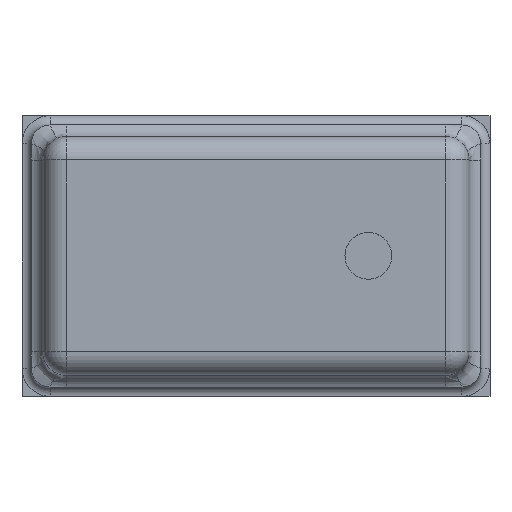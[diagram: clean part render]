
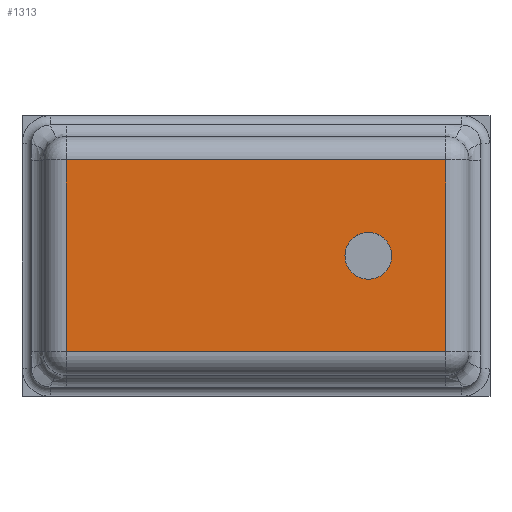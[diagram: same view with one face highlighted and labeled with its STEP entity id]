
A CAD part, top view. The second image highlights one B-rep face of the part: STEP entity #1313.
In plain terms, the highlighted planar face has unit normal (0, 0, 1).
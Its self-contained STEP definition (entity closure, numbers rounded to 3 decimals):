
#383 = CARTESIAN_POINT ( 'NONE',  ( 1.45, 0., 1.1 ) ) ;
#409 = LINE ( 'NONE', #1737, #1607 ) ;
#457 = DIRECTION ( 'NONE',  ( 1., 0., 0. ) ) ;
#493 = CARTESIAN_POINT ( 'NONE',  ( 2.025, -1.025, 1.1 ) ) ;
#509 = AXIS2_PLACEMENT_3D ( 'NONE', #1148, #2206, #457 ) ;
#522 = FACE_BOUND ( 'NONE', #829, .T. ) ;
#548 = CARTESIAN_POINT ( 'NONE',  ( 2.275, -1.025, 1.1 ) ) ;
#665 = ORIENTED_EDGE ( 'NONE', *, *, #2135, .F. ) ;
#701 = VERTEX_POINT ( 'NONE', #1376 ) ;
#747 = EDGE_CURVE ( 'NONE', #1487, #1818, #2310, .T. ) ;
#810 = DIRECTION ( 'NONE',  ( 1., 0., 0. ) ) ;
#829 = EDGE_LOOP ( 'NONE', ( #665, #3017 ) ) ;
#929 = CARTESIAN_POINT ( 'NONE',  ( 1.2, 0., 1.1 ) ) ;
#959 = DIRECTION ( 'NONE',  ( 0., 0., 1. ) ) ;
#1016 = AXIS2_PLACEMENT_3D ( 'NONE', #929, #959, #1284 ) ;
#1052 = ORIENTED_EDGE ( 'NONE', *, *, #1933, .T. ) ;
#1079 = EDGE_CURVE ( 'NONE', #3076, #4010, #409, .T. ) ;
#1148 = CARTESIAN_POINT ( 'NONE',  ( 0., 0., 1.1 ) ) ;
#1252 = CARTESIAN_POINT ( 'NONE',  ( -2.275, 1.025, 1.1 ) ) ;
#1284 = DIRECTION ( 'NONE',  ( 1., 0., 0. ) ) ;
#1313 = ADVANCED_FACE ( 'NONE', ( #522, #4119 ), #3844, .T. ) ;
#1374 = ORIENTED_EDGE ( 'NONE', *, *, #1079, .T. ) ;
#1376 = CARTESIAN_POINT ( 'NONE',  ( 0.95, 0., 1.1 ) ) ;
#1487 = VERTEX_POINT ( 'NONE', #493 ) ;
#1544 = EDGE_CURVE ( 'NONE', #701, #2123, #2538, .T. ) ;
#1605 = VECTOR ( 'NONE', #3867, 1000. ) ;
#1607 = VECTOR ( 'NONE', #3056, 1000. ) ;
#1684 = ORIENTED_EDGE ( 'NONE', *, *, #747, .T. ) ;
#1737 = CARTESIAN_POINT ( 'NONE',  ( -2.025, -1.275, 1.1 ) ) ;
#1799 = CIRCLE ( 'NONE', #3919, 0.25 ) ;
#1818 = VERTEX_POINT ( 'NONE', #1854 ) ;
#1854 = CARTESIAN_POINT ( 'NONE',  ( 2.025, 1.025, 1.1 ) ) ;
#1933 = EDGE_CURVE ( 'NONE', #4010, #1487, #3772, .T. ) ;
#2031 = VECTOR ( 'NONE', #3021, 1000. ) ;
#2073 = VECTOR ( 'NONE', #810, 1000. ) ;
#2123 = VERTEX_POINT ( 'NONE', #383 ) ;
#2135 = EDGE_CURVE ( 'NONE', #2123, #701, #1799, .T. ) ;
#2180 = DIRECTION ( 'NONE',  ( 1., 0., 0. ) ) ;
#2196 = CARTESIAN_POINT ( 'NONE',  ( -2.025, -1.025, 1.1 ) ) ;
#2206 = DIRECTION ( 'NONE',  ( 0., 0., 1. ) ) ;
#2310 = LINE ( 'NONE', #2638, #2031 ) ;
#2404 = ORIENTED_EDGE ( 'NONE', *, *, #3764, .T. ) ;
#2538 = CIRCLE ( 'NONE', #1016, 0.25 ) ;
#2638 = CARTESIAN_POINT ( 'NONE',  ( 2.025, 1.275, 1.1 ) ) ;
#2901 = DIRECTION ( 'NONE',  ( 0., 0., 1. ) ) ;
#3017 = ORIENTED_EDGE ( 'NONE', *, *, #1544, .F. ) ;
#3021 = DIRECTION ( 'NONE',  ( 0., 1., 0. ) ) ;
#3056 = DIRECTION ( 'NONE',  ( 0., -1., 0. ) ) ;
#3076 = VERTEX_POINT ( 'NONE', #3822 ) ;
#3502 = CARTESIAN_POINT ( 'NONE',  ( 1.2, 0., 1.1 ) ) ;
#3764 = EDGE_CURVE ( 'NONE', #1818, #3076, #3906, .T. ) ;
#3772 = LINE ( 'NONE', #548, #2073 ) ;
#3822 = CARTESIAN_POINT ( 'NONE',  ( -2.025, 1.025, 1.1 ) ) ;
#3844 = PLANE ( 'NONE',  #509 ) ;
#3867 = DIRECTION ( 'NONE',  ( -1., 0., 0. ) ) ;
#3906 = LINE ( 'NONE', #1252, #1605 ) ;
#3919 = AXIS2_PLACEMENT_3D ( 'NONE', #3502, #2901, #2180 ) ;
#4010 = VERTEX_POINT ( 'NONE', #2196 ) ;
#4119 = FACE_OUTER_BOUND ( 'NONE', #4239, .T. ) ;
#4239 = EDGE_LOOP ( 'NONE', ( #1052, #1684, #2404, #1374 ) ) ;
